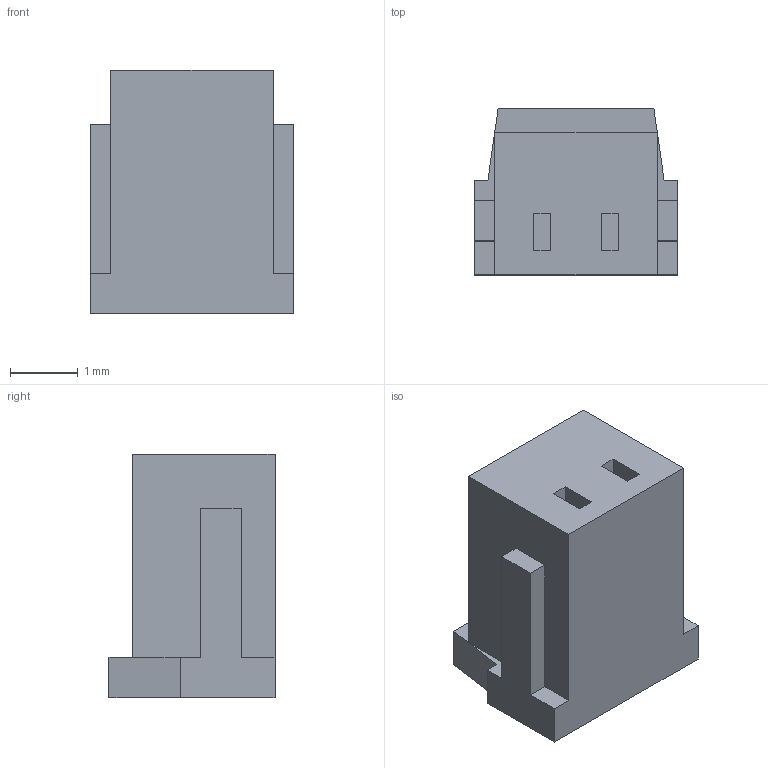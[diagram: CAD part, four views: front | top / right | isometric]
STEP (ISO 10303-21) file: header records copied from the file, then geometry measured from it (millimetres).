
FILE_DESCRIPTION (( 'STEP AP214' ), '1' );
FILE_NAME ('02SR-3S.STEP', '2012-02-15T02:01:29', ( ' ' ), ( ' ' ), 'SwSTEP 2.0', 'SolidWorks 2005235', '' );
FILE_SCHEMA (( 'AUTOMOTIVE_DESIGN' ));
Length unit declared in the file: millimetre
Products named in the file (1): 02SR-3S
Bounding box: 3 x 2.45 x 3.6 mm (x, y, z)
Volume: 19.5 mm3; surface area: 53.6 mm2
Topology: 1 solids, 1 shells, 40 faces, 98 edges, 64 vertices
Faces by surface type: plane 36, cylinder 4
Entity records: 1621 total; most frequent: CARTESIAN_POINT 203, ORIENTED_EDGE 196, DIRECTION 188, EDGE_CURVE 98, LINE 90, VECTOR 90, VERTEX_POINT 64, AXIS2_PLACEMENT_3D 49
